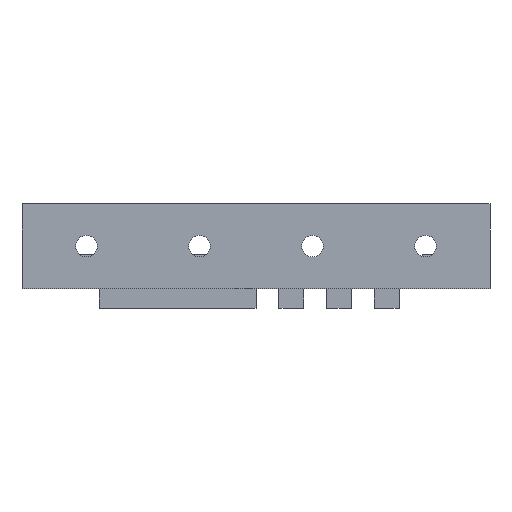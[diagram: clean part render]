
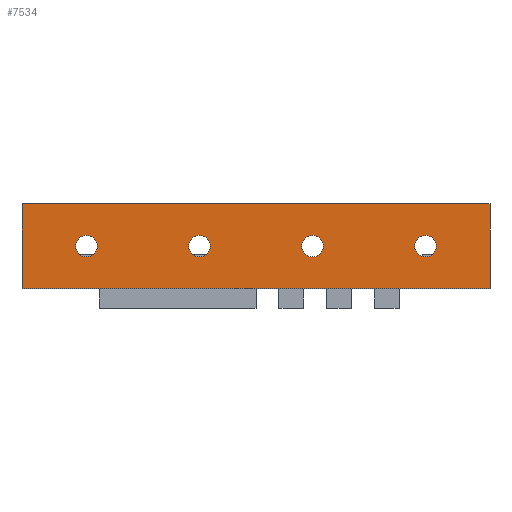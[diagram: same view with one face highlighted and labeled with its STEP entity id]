
A CAD part, front view. The second image highlights one B-rep face of the part: STEP entity #7534.
In plain terms, the highlighted planar face has unit normal (0, -1, 0).
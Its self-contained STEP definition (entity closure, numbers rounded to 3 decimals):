
#184 = PLANE('',#185);
#185 = AXIS2_PLACEMENT_3D('',#186,#187,#188);
#186 = CARTESIAN_POINT('',(0.,-40.847,0.));
#187 = DIRECTION('',(0.,0.,1.));
#188 = DIRECTION('',(1.,0.,0.));
#559 = PLANE('',#560);
#560 = AXIS2_PLACEMENT_3D('',#561,#562,#563);
#561 = CARTESIAN_POINT('',(0.,-40.847,13.));
#562 = DIRECTION('',(0.,0.,1.));
#563 = DIRECTION('',(1.,0.,0.));
#1310 = VERTEX_POINT('',#1311);
#1311 = CARTESIAN_POINT('',(-35.8,-67.8,0.));
#1327 = PLANE('',#1328);
#1328 = AXIS2_PLACEMENT_3D('',#1329,#1330,#1331);
#1329 = CARTESIAN_POINT('',(-35.8,-67.8,0.));
#1330 = DIRECTION('',(-1.,0.,0.));
#1331 = DIRECTION('',(0.,1.,0.));
#1339 = EDGE_CURVE('',#1310,#1340,#1342,.T.);
#1340 = VERTEX_POINT('',#1341);
#1341 = CARTESIAN_POINT('',(35.8,-67.8,0.));
#1342 = SURFACE_CURVE('',#1343,(#1347,#1354),.PCURVE_S1.);
#1343 = LINE('',#1344,#1345);
#1344 = CARTESIAN_POINT('',(-35.8,-67.8,0.));
#1345 = VECTOR('',#1346,1.);
#1346 = DIRECTION('',(1.,0.,0.));
#1347 = PCURVE('',#184,#1348);
#1348 = DEFINITIONAL_REPRESENTATION('',(#1349),#1353);
#1349 = LINE('',#1350,#1351);
#1350 = CARTESIAN_POINT('',(-35.8,-26.953));
#1351 = VECTOR('',#1352,1.);
#1352 = DIRECTION('',(1.,0.));
#1353 = ( GEOMETRIC_REPRESENTATION_CONTEXT(2) 
PARAMETRIC_REPRESENTATION_CONTEXT() REPRESENTATION_CONTEXT('2D SPACE',''
  ) );
#1354 = PCURVE('',#1355,#1360);
#1355 = PLANE('',#1356);
#1356 = AXIS2_PLACEMENT_3D('',#1357,#1358,#1359);
#1357 = CARTESIAN_POINT('',(-35.8,-67.8,0.));
#1358 = DIRECTION('',(0.,1.,0.));
#1359 = DIRECTION('',(1.,0.,0.));
#1360 = DEFINITIONAL_REPRESENTATION('',(#1361),#1365);
#1361 = LINE('',#1362,#1363);
#1362 = CARTESIAN_POINT('',(0.,0.));
#1363 = VECTOR('',#1364,1.);
#1364 = DIRECTION('',(1.,0.));
#1365 = ( GEOMETRIC_REPRESENTATION_CONTEXT(2) 
PARAMETRIC_REPRESENTATION_CONTEXT() REPRESENTATION_CONTEXT('2D SPACE',''
  ) );
#1383 = PLANE('',#1384);
#1384 = AXIS2_PLACEMENT_3D('',#1385,#1386,#1387);
#1385 = CARTESIAN_POINT('',(35.8,-67.8,0.));
#1386 = DIRECTION('',(-1.,0.,0.));
#1387 = DIRECTION('',(0.,1.,0.));
#3745 = VERTEX_POINT('',#3746);
#3746 = CARTESIAN_POINT('',(-35.8,-67.8,13.));
#3767 = EDGE_CURVE('',#3745,#3768,#3770,.T.);
#3768 = VERTEX_POINT('',#3769);
#3769 = CARTESIAN_POINT('',(35.8,-67.8,13.));
#3770 = SURFACE_CURVE('',#3771,(#3775,#3782),.PCURVE_S1.);
#3771 = LINE('',#3772,#3773);
#3772 = CARTESIAN_POINT('',(-35.8,-67.8,13.));
#3773 = VECTOR('',#3774,1.);
#3774 = DIRECTION('',(1.,0.,0.));
#3775 = PCURVE('',#559,#3776);
#3776 = DEFINITIONAL_REPRESENTATION('',(#3777),#3781);
#3777 = LINE('',#3778,#3779);
#3778 = CARTESIAN_POINT('',(-35.8,-26.953));
#3779 = VECTOR('',#3780,1.);
#3780 = DIRECTION('',(1.,0.));
#3781 = ( GEOMETRIC_REPRESENTATION_CONTEXT(2) 
PARAMETRIC_REPRESENTATION_CONTEXT() REPRESENTATION_CONTEXT('2D SPACE',''
  ) );
#3782 = PCURVE('',#1355,#3783);
#3783 = DEFINITIONAL_REPRESENTATION('',(#3784),#3788);
#3784 = LINE('',#3785,#3786);
#3785 = CARTESIAN_POINT('',(0.,-13.));
#3786 = VECTOR('',#3787,1.);
#3787 = DIRECTION('',(1.,0.));
#3788 = ( GEOMETRIC_REPRESENTATION_CONTEXT(2) 
PARAMETRIC_REPRESENTATION_CONTEXT() REPRESENTATION_CONTEXT('2D SPACE',''
  ) );
#7260 = EDGE_CURVE('',#1310,#3745,#7261,.T.);
#7261 = SURFACE_CURVE('',#7262,(#7266,#7273),.PCURVE_S1.);
#7262 = LINE('',#7263,#7264);
#7263 = CARTESIAN_POINT('',(-35.8,-67.8,0.));
#7264 = VECTOR('',#7265,1.);
#7265 = DIRECTION('',(0.,0.,1.));
#7266 = PCURVE('',#1327,#7267);
#7267 = DEFINITIONAL_REPRESENTATION('',(#7268),#7272);
#7268 = LINE('',#7269,#7270);
#7269 = CARTESIAN_POINT('',(0.,0.));
#7270 = VECTOR('',#7271,1.);
#7271 = DIRECTION('',(0.,-1.));
#7272 = ( GEOMETRIC_REPRESENTATION_CONTEXT(2) 
PARAMETRIC_REPRESENTATION_CONTEXT() REPRESENTATION_CONTEXT('2D SPACE',''
  ) );
#7273 = PCURVE('',#1355,#7274);
#7274 = DEFINITIONAL_REPRESENTATION('',(#7275),#7279);
#7275 = LINE('',#7276,#7277);
#7276 = CARTESIAN_POINT('',(0.,0.));
#7277 = VECTOR('',#7278,1.);
#7278 = DIRECTION('',(0.,-1.));
#7279 = ( GEOMETRIC_REPRESENTATION_CONTEXT(2) 
PARAMETRIC_REPRESENTATION_CONTEXT() REPRESENTATION_CONTEXT('2D SPACE',''
  ) );
#7511 = EDGE_CURVE('',#1340,#3768,#7512,.T.);
#7512 = SURFACE_CURVE('',#7513,(#7517,#7524),.PCURVE_S1.);
#7513 = LINE('',#7514,#7515);
#7514 = CARTESIAN_POINT('',(35.8,-67.8,0.));
#7515 = VECTOR('',#7516,1.);
#7516 = DIRECTION('',(0.,0.,1.));
#7517 = PCURVE('',#1383,#7518);
#7518 = DEFINITIONAL_REPRESENTATION('',(#7519),#7523);
#7519 = LINE('',#7520,#7521);
#7520 = CARTESIAN_POINT('',(0.,0.));
#7521 = VECTOR('',#7522,1.);
#7522 = DIRECTION('',(0.,-1.));
#7523 = ( GEOMETRIC_REPRESENTATION_CONTEXT(2) 
PARAMETRIC_REPRESENTATION_CONTEXT() REPRESENTATION_CONTEXT('2D SPACE',''
  ) );
#7524 = PCURVE('',#1355,#7525);
#7525 = DEFINITIONAL_REPRESENTATION('',(#7526),#7530);
#7526 = LINE('',#7527,#7528);
#7527 = CARTESIAN_POINT('',(71.6,0.));
#7528 = VECTOR('',#7529,1.);
#7529 = DIRECTION('',(0.,-1.));
#7530 = ( GEOMETRIC_REPRESENTATION_CONTEXT(2) 
PARAMETRIC_REPRESENTATION_CONTEXT() REPRESENTATION_CONTEXT('2D SPACE',''
  ) );
#7534 = ADVANCED_FACE('',(#7535,#7541,#7572,#7603,#7634),#1355,.F.);
#7535 = FACE_BOUND('',#7536,.F.);
#7536 = EDGE_LOOP('',(#7537,#7538,#7539,#7540));
#7537 = ORIENTED_EDGE('',*,*,#7260,.T.);
#7538 = ORIENTED_EDGE('',*,*,#3767,.T.);
#7539 = ORIENTED_EDGE('',*,*,#7511,.F.);
#7540 = ORIENTED_EDGE('',*,*,#1339,.F.);
#7541 = FACE_BOUND('',#7542,.F.);
#7542 = EDGE_LOOP('',(#7543));
#7543 = ORIENTED_EDGE('',*,*,#7544,.F.);
#7544 = EDGE_CURVE('',#7545,#7545,#7547,.T.);
#7545 = VERTEX_POINT('',#7546);
#7546 = CARTESIAN_POINT('',(-24.3,-67.8,6.5));
#7547 = SURFACE_CURVE('',#7548,(#7553,#7560),.PCURVE_S1.);
#7548 = CIRCLE('',#7549,1.65);
#7549 = AXIS2_PLACEMENT_3D('',#7550,#7551,#7552);
#7550 = CARTESIAN_POINT('',(-25.95,-67.8,6.5));
#7551 = DIRECTION('',(-0.,1.,0.));
#7552 = DIRECTION('',(1.,0.,0.));
#7553 = PCURVE('',#1355,#7554);
#7554 = DEFINITIONAL_REPRESENTATION('',(#7555),#7559);
#7555 = CIRCLE('',#7556,1.65);
#7556 = AXIS2_PLACEMENT_2D('',#7557,#7558);
#7557 = CARTESIAN_POINT('',(9.85,-6.5));
#7558 = DIRECTION('',(1.,0.));
#7559 = ( GEOMETRIC_REPRESENTATION_CONTEXT(2) 
PARAMETRIC_REPRESENTATION_CONTEXT() REPRESENTATION_CONTEXT('2D SPACE',''
  ) );
#7560 = PCURVE('',#7561,#7566);
#7561 = CYLINDRICAL_SURFACE('',#7562,1.65);
#7562 = AXIS2_PLACEMENT_3D('',#7563,#7564,#7565);
#7563 = CARTESIAN_POINT('',(-25.95,-45.,6.5));
#7564 = DIRECTION('',(0.,1.,0.));
#7565 = DIRECTION('',(1.,0.,0.));
#7566 = DEFINITIONAL_REPRESENTATION('',(#7567),#7571);
#7567 = LINE('',#7568,#7569);
#7568 = CARTESIAN_POINT('',(-6.283,-22.8));
#7569 = VECTOR('',#7570,1.);
#7570 = DIRECTION('',(1.,-0.));
#7571 = ( GEOMETRIC_REPRESENTATION_CONTEXT(2) 
PARAMETRIC_REPRESENTATION_CONTEXT() REPRESENTATION_CONTEXT('2D SPACE',''
  ) );
#7572 = FACE_BOUND('',#7573,.F.);
#7573 = EDGE_LOOP('',(#7574));
#7574 = ORIENTED_EDGE('',*,*,#7575,.F.);
#7575 = EDGE_CURVE('',#7576,#7576,#7578,.T.);
#7576 = VERTEX_POINT('',#7577);
#7577 = CARTESIAN_POINT('',(-7.,-67.8,6.5));
#7578 = SURFACE_CURVE('',#7579,(#7584,#7591),.PCURVE_S1.);
#7579 = CIRCLE('',#7580,1.65);
#7580 = AXIS2_PLACEMENT_3D('',#7581,#7582,#7583);
#7581 = CARTESIAN_POINT('',(-8.65,-67.8,6.5));
#7582 = DIRECTION('',(-0.,1.,0.));
#7583 = DIRECTION('',(1.,0.,0.));
#7584 = PCURVE('',#1355,#7585);
#7585 = DEFINITIONAL_REPRESENTATION('',(#7586),#7590);
#7586 = CIRCLE('',#7587,1.65);
#7587 = AXIS2_PLACEMENT_2D('',#7588,#7589);
#7588 = CARTESIAN_POINT('',(27.15,-6.5));
#7589 = DIRECTION('',(1.,0.));
#7590 = ( GEOMETRIC_REPRESENTATION_CONTEXT(2) 
PARAMETRIC_REPRESENTATION_CONTEXT() REPRESENTATION_CONTEXT('2D SPACE',''
  ) );
#7591 = PCURVE('',#7592,#7597);
#7592 = CYLINDRICAL_SURFACE('',#7593,1.65);
#7593 = AXIS2_PLACEMENT_3D('',#7594,#7595,#7596);
#7594 = CARTESIAN_POINT('',(-8.65,-45.,6.5));
#7595 = DIRECTION('',(0.,1.,0.));
#7596 = DIRECTION('',(1.,0.,0.));
#7597 = DEFINITIONAL_REPRESENTATION('',(#7598),#7602);
#7598 = LINE('',#7599,#7600);
#7599 = CARTESIAN_POINT('',(-6.283,-22.8));
#7600 = VECTOR('',#7601,1.);
#7601 = DIRECTION('',(1.,-0.));
#7602 = ( GEOMETRIC_REPRESENTATION_CONTEXT(2) 
PARAMETRIC_REPRESENTATION_CONTEXT() REPRESENTATION_CONTEXT('2D SPACE',''
  ) );
#7603 = FACE_BOUND('',#7604,.F.);
#7604 = EDGE_LOOP('',(#7605));
#7605 = ORIENTED_EDGE('',*,*,#7606,.F.);
#7606 = EDGE_CURVE('',#7607,#7607,#7609,.T.);
#7607 = VERTEX_POINT('',#7608);
#7608 = CARTESIAN_POINT('',(10.3,-67.8,6.5));
#7609 = SURFACE_CURVE('',#7610,(#7615,#7622),.PCURVE_S1.);
#7610 = CIRCLE('',#7611,1.65);
#7611 = AXIS2_PLACEMENT_3D('',#7612,#7613,#7614);
#7612 = CARTESIAN_POINT('',(8.65,-67.8,6.5));
#7613 = DIRECTION('',(-0.,1.,0.));
#7614 = DIRECTION('',(1.,0.,0.));
#7615 = PCURVE('',#1355,#7616);
#7616 = DEFINITIONAL_REPRESENTATION('',(#7617),#7621);
#7617 = CIRCLE('',#7618,1.65);
#7618 = AXIS2_PLACEMENT_2D('',#7619,#7620);
#7619 = CARTESIAN_POINT('',(44.45,-6.5));
#7620 = DIRECTION('',(1.,0.));
#7621 = ( GEOMETRIC_REPRESENTATION_CONTEXT(2) 
PARAMETRIC_REPRESENTATION_CONTEXT() REPRESENTATION_CONTEXT('2D SPACE',''
  ) );
#7622 = PCURVE('',#7623,#7628);
#7623 = CYLINDRICAL_SURFACE('',#7624,1.65);
#7624 = AXIS2_PLACEMENT_3D('',#7625,#7626,#7627);
#7625 = CARTESIAN_POINT('',(8.65,-45.,6.5));
#7626 = DIRECTION('',(0.,1.,0.));
#7627 = DIRECTION('',(1.,0.,0.));
#7628 = DEFINITIONAL_REPRESENTATION('',(#7629),#7633);
#7629 = LINE('',#7630,#7631);
#7630 = CARTESIAN_POINT('',(-6.283,-22.8));
#7631 = VECTOR('',#7632,1.);
#7632 = DIRECTION('',(1.,-0.));
#7633 = ( GEOMETRIC_REPRESENTATION_CONTEXT(2) 
PARAMETRIC_REPRESENTATION_CONTEXT() REPRESENTATION_CONTEXT('2D SPACE',''
  ) );
#7634 = FACE_BOUND('',#7635,.F.);
#7635 = EDGE_LOOP('',(#7636));
#7636 = ORIENTED_EDGE('',*,*,#7637,.F.);
#7637 = EDGE_CURVE('',#7638,#7638,#7640,.T.);
#7638 = VERTEX_POINT('',#7639);
#7639 = CARTESIAN_POINT('',(27.6,-67.8,6.5));
#7640 = SURFACE_CURVE('',#7641,(#7646,#7653),.PCURVE_S1.);
#7641 = CIRCLE('',#7642,1.65);
#7642 = AXIS2_PLACEMENT_3D('',#7643,#7644,#7645);
#7643 = CARTESIAN_POINT('',(25.95,-67.8,6.5));
#7644 = DIRECTION('',(-0.,1.,0.));
#7645 = DIRECTION('',(1.,0.,0.));
#7646 = PCURVE('',#1355,#7647);
#7647 = DEFINITIONAL_REPRESENTATION('',(#7648),#7652);
#7648 = CIRCLE('',#7649,1.65);
#7649 = AXIS2_PLACEMENT_2D('',#7650,#7651);
#7650 = CARTESIAN_POINT('',(61.75,-6.5));
#7651 = DIRECTION('',(1.,0.));
#7652 = ( GEOMETRIC_REPRESENTATION_CONTEXT(2) 
PARAMETRIC_REPRESENTATION_CONTEXT() REPRESENTATION_CONTEXT('2D SPACE',''
  ) );
#7653 = PCURVE('',#7654,#7659);
#7654 = CYLINDRICAL_SURFACE('',#7655,1.65);
#7655 = AXIS2_PLACEMENT_3D('',#7656,#7657,#7658);
#7656 = CARTESIAN_POINT('',(25.95,-45.,6.5));
#7657 = DIRECTION('',(0.,1.,0.));
#7658 = DIRECTION('',(1.,0.,0.));
#7659 = DEFINITIONAL_REPRESENTATION('',(#7660),#7664);
#7660 = LINE('',#7661,#7662);
#7661 = CARTESIAN_POINT('',(-6.283,-22.8));
#7662 = VECTOR('',#7663,1.);
#7663 = DIRECTION('',(1.,-0.));
#7664 = ( GEOMETRIC_REPRESENTATION_CONTEXT(2) 
PARAMETRIC_REPRESENTATION_CONTEXT() REPRESENTATION_CONTEXT('2D SPACE',''
  ) );
